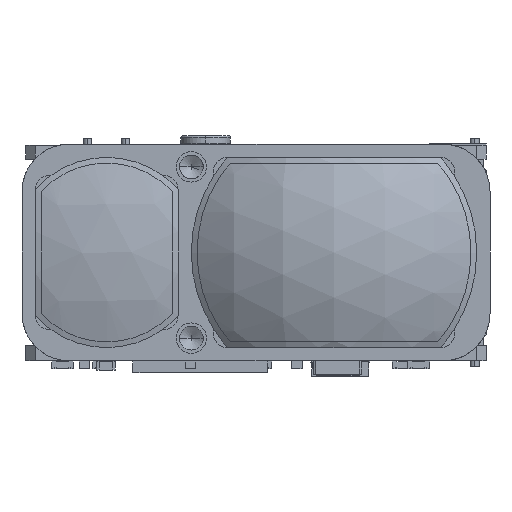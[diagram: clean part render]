
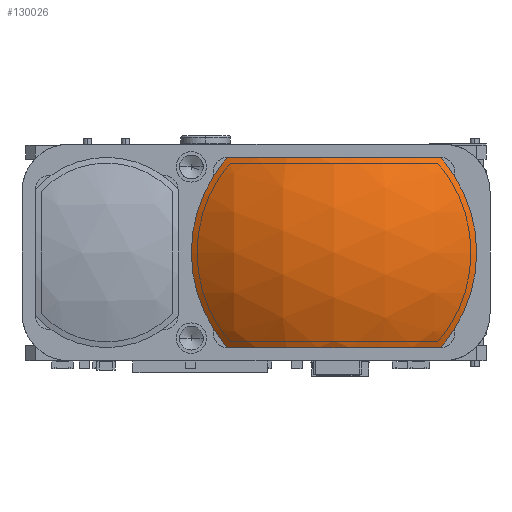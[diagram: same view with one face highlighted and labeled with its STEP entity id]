
A CAD part, left-side view. The second image highlights one B-rep face of the part: STEP entity #130026.
In plain terms, the highlighted spherical face has radius 11.581 mm.
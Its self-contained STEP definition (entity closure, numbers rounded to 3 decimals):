
#17174=CARTESIAN_POINT('',(11.701,-17.5,-11.));
#17175=DIRECTION('',(0.,0.,1.));
#17176=DIRECTION('',(-0.845,0.535,0.));
#17177=AXIS2_PLACEMENT_3D('',#17174,#17175,#17176);
#17183=CARTESIAN_POINT('',(2.877,-17.5,-6.));
#17184=DIRECTION('',(1.,0.,0.));
#17185=DIRECTION('',(0.,0.745,-0.667));
#17186=AXIS2_PLACEMENT_3D('',#17183,#17184,#17185);
#17188=CARTESIAN_POINT('',(2.877,-17.5,-6.));
#17189=DIRECTION('',(1.,0.,0.));
#17190=DIRECTION('',(0.,0.842,-0.54));
#17191=AXIS2_PLACEMENT_3D('',#17188,#17189,#17190);
#17193=CARTESIAN_POINT('',(2.877,-17.5,-6.));
#17194=DIRECTION('',(1.,0.,0.));
#17195=DIRECTION('',(0.,1.,0.));
#17196=AXIS2_PLACEMENT_3D('',#17193,#17194,#17195);
#17198=CARTESIAN_POINT('',(2.877,-17.5,-6.));
#17199=DIRECTION('',(1.,0.,0.));
#17200=DIRECTION('',(0.,0.842,0.54));
#17201=AXIS2_PLACEMENT_3D('',#17198,#17199,#17200);
#17203=CARTESIAN_POINT('',(2.877,-17.5,-6.));
#17204=DIRECTION('',(1.,0.,0.));
#17205=DIRECTION('',(0.,-0.745,0.667));
#17206=AXIS2_PLACEMENT_3D('',#17203,#17204,#17205);
#17208=CARTESIAN_POINT('',(2.877,-17.5,-6.));
#17209=DIRECTION('',(1.,0.,0.));
#17210=DIRECTION('',(0.,-0.842,0.54));
#17211=AXIS2_PLACEMENT_3D('',#17208,#17209,#17210);
#17213=CARTESIAN_POINT('',(2.877,-17.5,-6.));
#17214=DIRECTION('',(1.,0.,0.));
#17215=DIRECTION('',(0.,-1.,0.));
#17216=AXIS2_PLACEMENT_3D('',#17213,#17214,#17215);
#17218=CARTESIAN_POINT('',(2.877,-17.5,-6.));
#17219=DIRECTION('',(1.,0.,0.));
#17220=DIRECTION('',(0.,-0.842,-0.54));
#17221=AXIS2_PLACEMENT_3D('',#17218,#17219,#17220);
#17285=CARTESIAN_POINT('',(11.701,-17.5,-1.));
#17286=DIRECTION('',(0.,0.,-1.));
#17287=DIRECTION('',(-0.845,-0.535,0.));
#17288=AXIS2_PLACEMENT_3D('',#17285,#17286,#17287);
#108315=CARTESIAN_POINT('',(2.877,-11.91,-11.));
#108316=CARTESIAN_POINT('',(2.877,-23.09,-11.));
#108317=VERTEX_POINT('',#108315);
#108318=VERTEX_POINT('',#108316);
#108319=CARTESIAN_POINT('',(2.877,-11.187,
-10.049));
#108320=VERTEX_POINT('',#108319);
#108321=CARTESIAN_POINT('',(2.877,-10.,-6.));
#108322=CARTESIAN_POINT('',(2.877,-11.187,
-1.951));
#108323=VERTEX_POINT('',#108321);
#108324=VERTEX_POINT('',#108322);
#108325=CARTESIAN_POINT('',(2.877,-11.91,-1.));
#108326=VERTEX_POINT('',#108325);
#108327=CARTESIAN_POINT('',(2.877,-23.09,-1.));
#108328=VERTEX_POINT('',#108327);
#108329=CARTESIAN_POINT('',(2.877,-23.813,
-1.951));
#108330=VERTEX_POINT('',#108329);
#108331=CARTESIAN_POINT('',(2.877,-25.,-6.));
#108332=CARTESIAN_POINT('',(2.877,-23.813,
-10.049));
#108333=VERTEX_POINT('',#108331);
#108334=VERTEX_POINT('',#108332);
#130000=CARTESIAN_POINT('',(11.701,-17.5,-6.));
#130001=DIRECTION('',(0.,1.,0.));
#130002=DIRECTION('',(0.,0.,-1.));
#130003=AXIS2_PLACEMENT_3D('',#130000,#130001,#130002);
#130004=SPHERICAL_SURFACE('',#130003,11.581);
#130005=ORIENTED_EDGE('',*,*,#129990,.F.);
#130007=ORIENTED_EDGE('',*,*,#130006,.T.);
#130009=ORIENTED_EDGE('',*,*,#130008,.T.);
#130011=ORIENTED_EDGE('',*,*,#130010,.T.);
#130013=ORIENTED_EDGE('',*,*,#130012,.T.);
#130015=ORIENTED_EDGE('',*,*,#130014,.F.);
#130017=ORIENTED_EDGE('',*,*,#130016,.T.);
#130019=ORIENTED_EDGE('',*,*,#130018,.T.);
#130021=ORIENTED_EDGE('',*,*,#130020,.T.);
#130023=ORIENTED_EDGE('',*,*,#130022,.T.);
#130024=EDGE_LOOP('',(#130005,#130007,#130009,#130011,#130013,#130015,#130017,
#130019,#130021,#130023));
#130025=FACE_OUTER_BOUND('',#130024,.F.);
#130026=ADVANCED_FACE('',(#130025),#130004,.T.);
#17178=CIRCLE('',#17177,10.446);
#17187=CIRCLE('',#17186,7.5);
#17192=CIRCLE('',#17191,7.5);
#17197=CIRCLE('',#17196,7.5);
#17202=CIRCLE('',#17201,7.5);
#17207=CIRCLE('',#17206,7.5);
#17212=CIRCLE('',#17211,7.5);
#17217=CIRCLE('',#17216,7.5);
#17222=CIRCLE('',#17221,7.5);
#17289=CIRCLE('',#17288,10.446);
#129990=EDGE_CURVE('',#108317,#108318,#17178,.T.);
#130006=EDGE_CURVE('',#108317,#108320,#17187,.T.);
#130008=EDGE_CURVE('',#108320,#108323,#17192,.T.);
#130010=EDGE_CURVE('',#108323,#108324,#17197,.T.);
#130012=EDGE_CURVE('',#108324,#108326,#17202,.T.);
#130014=EDGE_CURVE('',#108328,#108326,#17289,.T.);
#130016=EDGE_CURVE('',#108328,#108330,#17207,.T.);
#130018=EDGE_CURVE('',#108330,#108333,#17212,.T.);
#130020=EDGE_CURVE('',#108333,#108334,#17217,.T.);
#130022=EDGE_CURVE('',#108334,#108318,#17222,.T.);
